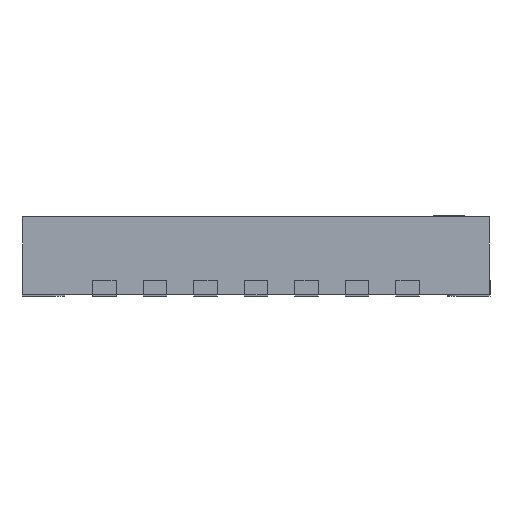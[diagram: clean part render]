
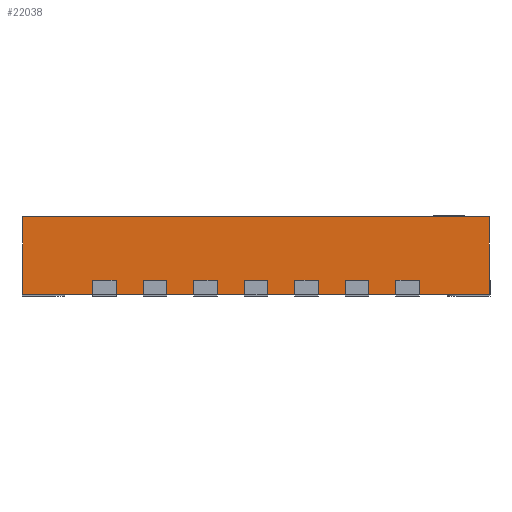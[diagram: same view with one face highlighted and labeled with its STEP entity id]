
A CAD part, left-side view. The second image highlights one B-rep face of the part: STEP entity #22038.
In plain terms, the highlighted planar face has unit normal (-1, 0, 0).
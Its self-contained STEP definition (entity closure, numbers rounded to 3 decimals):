
#105 = LINE ( 'NONE', #3962, #26474 ) ;
#1341 = VECTOR ( 'NONE', #24698, 1000. ) ;
#1514 = CARTESIAN_POINT ( 'NONE',  ( -3., -3., 0.03 ) ) ;
#2817 = VECTOR ( 'NONE', #22949, 1000. ) ;
#3437 = CARTESIAN_POINT ( 'NONE',  ( -3., 3., 1.03 ) ) ;
#3442 = AXIS2_PLACEMENT_3D ( 'NONE', #3437, #11863, #20543 ) ;
#3845 = PLANE ( 'NONE',  #3442 ) ;
#3962 = CARTESIAN_POINT ( 'NONE',  ( -3., 3., 1.03 ) ) ;
#6861 = LINE ( 'NONE', #17225, #15820 ) ;
#7310 = ORIENTED_EDGE ( 'NONE', *, *, #12683, .F. ) ;
#7996 = CARTESIAN_POINT ( 'NONE',  ( -3., -3., 1.03 ) ) ;
#8766 = EDGE_LOOP ( 'NONE', ( #20486, #23961, #7310, #21970 ) ) ;
#9887 = VERTEX_POINT ( 'NONE', #1514 ) ;
#11336 = VERTEX_POINT ( 'NONE', #14813 ) ;
#11863 = DIRECTION ( 'NONE',  ( 1., 0., 0. ) ) ;
#12452 = VERTEX_POINT ( 'NONE', #22923 ) ;
#12683 = EDGE_CURVE ( 'NONE', #11336, #19132, #105, .T. ) ;
#12941 = DIRECTION ( 'NONE',  ( 0., 0., -1. ) ) ;
#13932 = FACE_OUTER_BOUND ( 'NONE', #8766, .T. ) ;
#14813 = CARTESIAN_POINT ( 'NONE',  ( -3., 3., 1.03 ) ) ;
#15820 = VECTOR ( 'NONE', #12941, 1000. ) ;
#16208 = EDGE_CURVE ( 'NONE', #19132, #9887, #26635, .T. ) ;
#17225 = CARTESIAN_POINT ( 'NONE',  ( -3., 3., 1.03 ) ) ;
#18975 = DIRECTION ( 'NONE',  ( 0., -1., 0. ) ) ;
#19132 = VERTEX_POINT ( 'NONE', #21240 ) ;
#20486 = ORIENTED_EDGE ( 'NONE', *, *, #22542, .T. ) ;
#20543 = DIRECTION ( 'NONE',  ( 0., 1., 0. ) ) ;
#21240 = CARTESIAN_POINT ( 'NONE',  ( -3., -3., 1.03 ) ) ;
#21970 = ORIENTED_EDGE ( 'NONE', *, *, #26062, .T. ) ;
#22038 = ADVANCED_FACE ( 'NONE', ( #13932 ), #3845, .F. ) ;
#22542 = EDGE_CURVE ( 'NONE', #12452, #9887, #22675, .T. ) ;
#22675 = LINE ( 'NONE', #26660, #2817 ) ;
#22923 = CARTESIAN_POINT ( 'NONE',  ( -3., 3., 0.03 ) ) ;
#22949 = DIRECTION ( 'NONE',  ( 0., -1., 0. ) ) ;
#23961 = ORIENTED_EDGE ( 'NONE', *, *, #16208, .F. ) ;
#24698 = DIRECTION ( 'NONE',  ( 0., 0., -1. ) ) ;
#26062 = EDGE_CURVE ( 'NONE', #11336, #12452, #6861, .T. ) ;
#26474 = VECTOR ( 'NONE', #18975, 1000. ) ;
#26635 = LINE ( 'NONE', #7996, #1341 ) ;
#26660 = CARTESIAN_POINT ( 'NONE',  ( -3., 3., 0.03 ) ) ;
